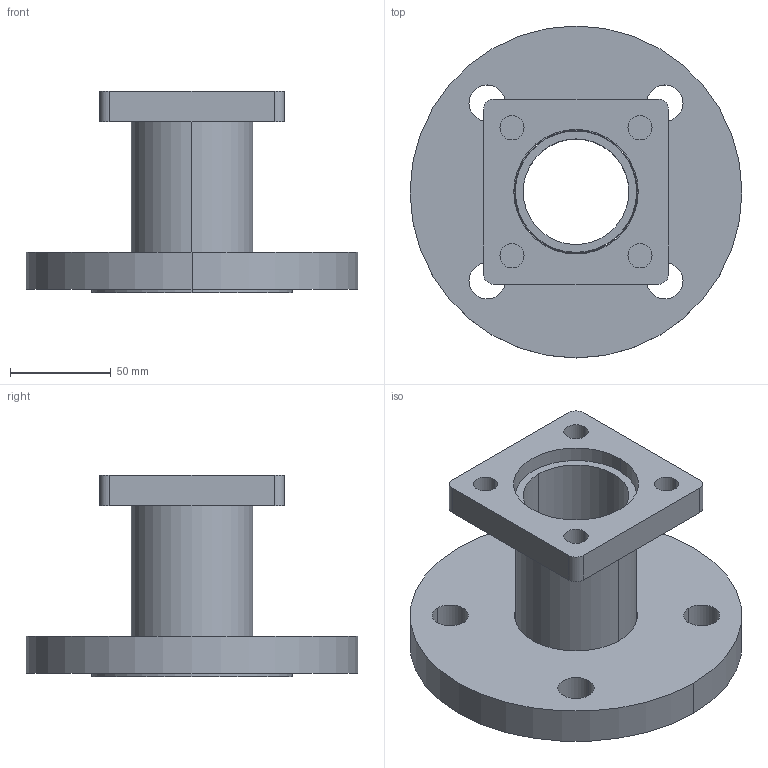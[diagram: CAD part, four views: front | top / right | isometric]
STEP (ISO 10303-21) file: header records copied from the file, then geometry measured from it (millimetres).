
FILE_DESCRIPTION (( 'STEP AP203' ), '1' );
FILE_NAME ('3674-35_REV_.step', '2026-02-06T22:19:47', ( '' ), ( '' ), 'SwSTEP 2.0', 'SolidWorks 2025', '' );
FILE_SCHEMA (( 'CONFIG_CONTROL_DESIGN' ));
Length unit declared in the file: millimetre
Products named in the file (4): 3674-35-11_Default<As Machined>; 3674-35-10_MACHINED; OEM-50-PN10-SO-316L; 3674-35_REV_
Assembly tree (3 placements, depth 2):
  3674-35_REV_
    3674-35-10_MACHINED
    3674-35-11_Default<As Machined>
    OEM-50-PN10-SO-316L
Bounding box: 165 x 165 x 100 mm (x, y, z)
Volume: 462774 mm3; surface area: 105296.4 mm2
Topology: 3 solids, 3 shells, 43 faces, 108 edges, 72 vertices
Faces by surface type: cylinder 32, plane 11
Entity records: 1784 total; most frequent: DIRECTION 270, CARTESIAN_POINT 229, ORIENTED_EDGE 216, AXIS2_PLACEMENT_3D 113, EDGE_CURVE 108, VERTEX_POINT 72, EDGE_LOOP 66, CIRCLE 64
